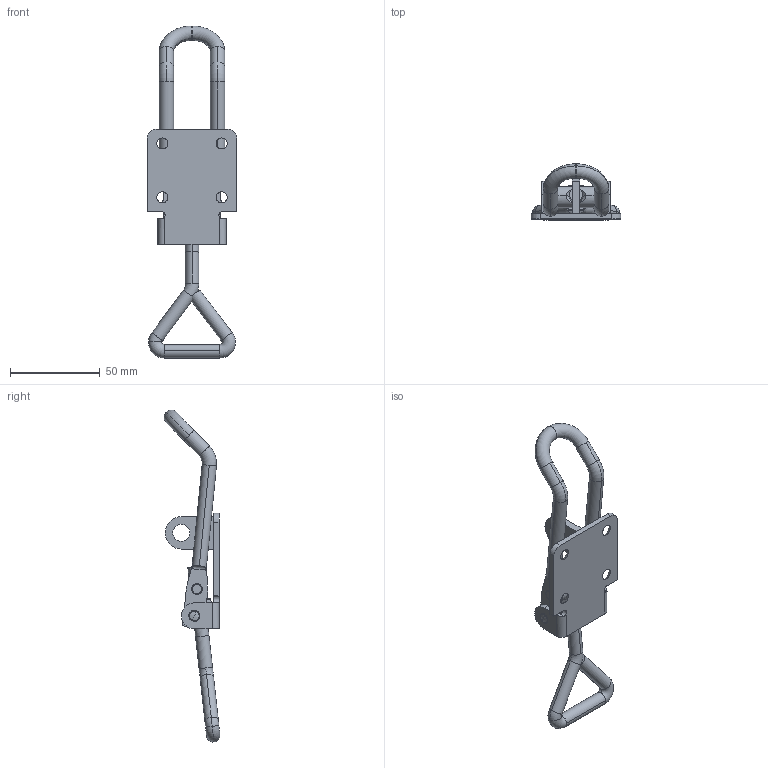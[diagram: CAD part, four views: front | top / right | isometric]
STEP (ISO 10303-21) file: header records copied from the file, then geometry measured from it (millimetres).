
FILE_DESCRIPTION (( 'STEP AP214' ), '1' );
FILE_NAME ('D12393DMETR - 123 SS1.STEP', '2017-02-16T15:52:47', ( '' ), ( '' ), 'SwSTEP 2.0', 'SolidWorks 2015', '' );
FILE_SCHEMA (( 'AUTOMOTIVE_DESIGN' ));
Length unit declared in the file: millimetre
Products named in the file (7): platta; D12393DMETR - 123 SS1; skruvögla; rulle; nit; mutter; bygel
Assembly tree (7 placements, depth 2):
  D12393DMETR - 123 SS1
    platta
    bygel
    mutter
    nit  x2
    rulle
    skruvögla
Bounding box: 50 x 31.18 x 185.02 mm (x, y, z)
Volume: 34547 mm3; surface area: 22625.1 mm2
Topology: 7 solids, 7 shells, 197 faces, 479 edges, 294 vertices
Faces by surface type: cylinder 86, plane 63, torus 24, cone 12, bspline 8, sphere 4
Entity records: 6175 total; most frequent: CARTESIAN_POINT 1458, DIRECTION 977, ORIENTED_EDGE 894, EDGE_CURVE 447, AXIS2_PLACEMENT_3D 384, VERTEX_POINT 279, EDGE_LOOP 214, LINE 209
